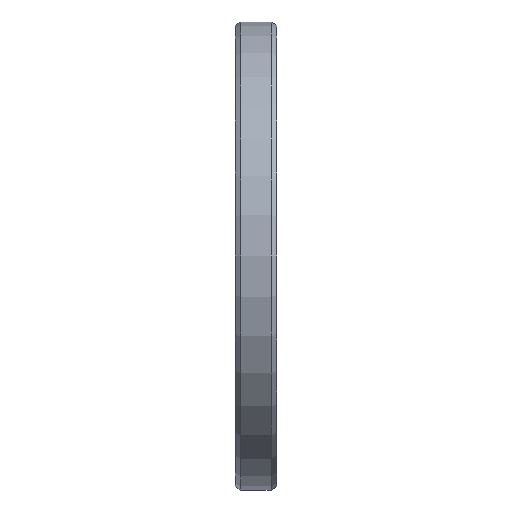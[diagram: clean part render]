
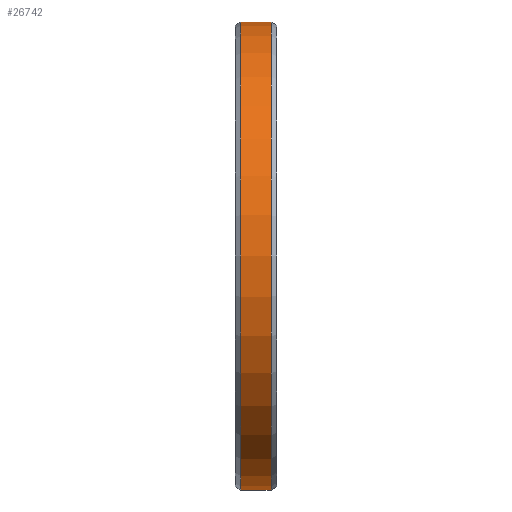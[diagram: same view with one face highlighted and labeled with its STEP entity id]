
A CAD part, left-side view. The second image highlights one B-rep face of the part: STEP entity #26742.
In plain terms, the highlighted cylindrical face has radius 85 mm (diameter 170 mm), a partial arc.
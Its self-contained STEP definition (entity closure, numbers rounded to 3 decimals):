
#25772=CARTESIAN_POINT('',(0.,-5.5,0.));
#25773=DIRECTION('',(0.,1.,0.));
#25774=DIRECTION('',(0.,0.,-1.));
#25775=AXIS2_PLACEMENT_3D('',#25772,#25773,#25774);
#25780=DIRECTION('',(0.,1.,0.));
#25781=VECTOR('',#25780,11.);
#25782=CARTESIAN_POINT('',(0.,-5.5,-85.));
#25783=LINE('',#25782,#25781);
#25795=DIRECTION('',(0.,1.,0.));
#25796=VECTOR('',#25795,11.);
#25797=CARTESIAN_POINT('',(0.,-5.5,85.));
#25798=LINE('',#25797,#25796);
#25824=CARTESIAN_POINT('',(0.,5.5,0.));
#25825=DIRECTION('',(0.,1.,0.));
#25826=DIRECTION('',(0.,0.,-1.));
#25827=AXIS2_PLACEMENT_3D('',#25824,#25825,#25826);
#26191=CARTESIAN_POINT('',(0.,-5.5,-85.));
#26193=VERTEX_POINT('',#26191);
#26194=CARTESIAN_POINT('',(0.,5.5,-85.));
#26195=VERTEX_POINT('',#26194);
#26231=CARTESIAN_POINT('',(0.,-5.5,85.));
#26233=VERTEX_POINT('',#26231);
#26234=CARTESIAN_POINT('',(0.,5.5,85.));
#26235=VERTEX_POINT('',#26234);
#26728=CARTESIAN_POINT('',(0.,-8.25,0.));
#26729=DIRECTION('',(0.,1.,0.));
#26730=DIRECTION('',(0.,0.,-1.));
#26731=AXIS2_PLACEMENT_3D('',#26728,#26729,#26730);
#26732=CYLINDRICAL_SURFACE('',#26731,85.);
#26734=ORIENTED_EDGE('',*,*,#26733,.T.);
#26736=ORIENTED_EDGE('',*,*,#26735,.T.);
#26738=ORIENTED_EDGE('',*,*,#26737,.F.);
#26739=ORIENTED_EDGE('',*,*,#26714,.F.);
#26740=EDGE_LOOP('',(#26734,#26736,#26738,#26739));
#26741=FACE_OUTER_BOUND('',#26740,.F.);
#25776=CIRCLE('',#25775,85.);
#25828=CIRCLE('',#25827,85.);
#26714=EDGE_CURVE('',#26193,#26233,#25776,.T.);
#26733=EDGE_CURVE('',#26193,#26195,#25783,.T.);
#26735=EDGE_CURVE('',#26195,#26235,#25828,.T.);
#26737=EDGE_CURVE('',#26233,#26235,#25798,.T.);
#26742=ADVANCED_FACE('',(#26741),#26732,.T.);
